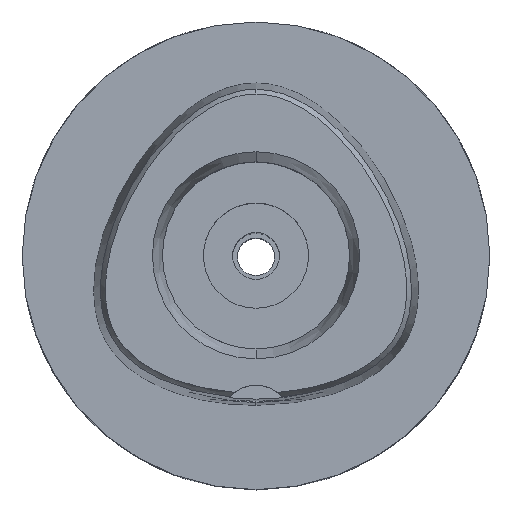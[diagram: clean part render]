
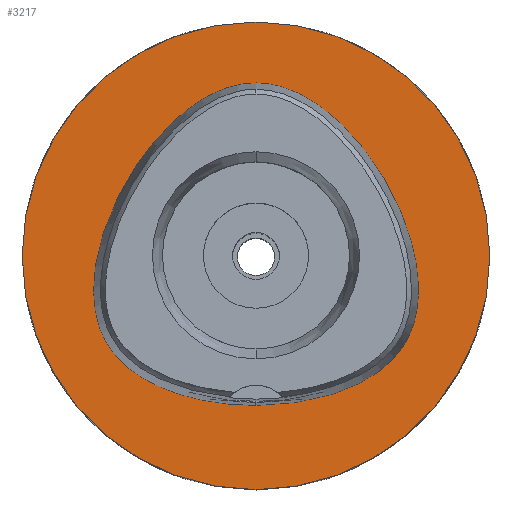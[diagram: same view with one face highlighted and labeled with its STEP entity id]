
A CAD part, top view. The second image highlights one B-rep face of the part: STEP entity #3217.
In plain terms, the highlighted planar face has unit normal (0, 0, 1).
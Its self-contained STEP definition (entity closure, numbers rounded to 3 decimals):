
#14 = EDGE_CURVE ( 'NONE', #3583, #1457, #2103, .T. ) ;
#150 = CARTESIAN_POINT ( 'NONE',  ( 0., 40., 0. ) ) ;
#220 = VERTEX_POINT ( 'NONE', #3888 ) ;
#245 = CARTESIAN_POINT ( 'NONE',  ( -3.149, 29.34, 0. ) ) ;
#330 = CARTESIAN_POINT ( 'NONE',  ( -25.209, 6.827, 0. ) ) ;
#361 = CARTESIAN_POINT ( 'NONE',  ( -1.05, 29.575, 0. ) ) ;
#429 = CARTESIAN_POINT ( 'NONE',  ( 22.339, 12.897, 0. ) ) ;
#648 = CARTESIAN_POINT ( 'NONE',  ( -18.55, -21.454, 0. ) ) ;
#700 = CARTESIAN_POINT ( 'NONE',  ( -25.638, -14.802, 0. ) ) ;
#827 = CARTESIAN_POINT ( 'NONE',  ( 18.55, -21.454, 0. ) ) ;
#852 = CARTESIAN_POINT ( 'NONE',  ( 9.305, 26.792, 0. ) ) ;
#894 = EDGE_CURVE ( 'NONE', #220, #4710, #1196, .T. ) ;
#904 = CARTESIAN_POINT ( 'NONE',  ( 23.433, -17.764, 0. ) ) ;
#905 = CARTESIAN_POINT ( 'NONE',  ( 0., 0., 0. ) ) ;
#931 = CARTESIAN_POINT ( 'NONE',  ( 17.753, 19.522, 0. ) ) ;
#1036 = DIRECTION ( 'NONE',  ( 0., 1., 0. ) ) ;
#1067 = B_SPLINE_CURVE_WITH_KNOTS ( 'NONE', 3,
 ( #2315, #361, #245, #1902, #3871, #1852, #3897, #3929, #330, #3434, #2239, #1098, #5142, #1467, #2686, #700, #2292, #3483, #1569, #648, #3816, #5029, #5081, #3089, #4694 ),
 .UNSPECIFIED., .F., .F.,
 ( 4, 1, 1, 1, 1, 1, 1, 1, 1, 1, 1, 1, 1, 1, 1, 1, 1, 1, 1, 1, 1, 1, 4 ),
 ( 0., 0.042, 0.083, 0.125, 0.167, 0.25, 0.333, 0.417, 0.458, 0.5, 0.542, 0.583, 0.625, 0.646, 0.667, 0.687, 0.708, 0.75, 0.792, 0.833, 0.875, 0.917, 1. ),
 .UNSPECIFIED. ) ;
#1098 = CARTESIAN_POINT ( 'NONE',  ( -27.855, -5.338, 0. ) ) ;
#1126 = AXIS2_PLACEMENT_3D ( 'NONE', #1342, #4515, #2919 ) ;
#1196 = B_SPLINE_CURVE_WITH_KNOTS ( 'NONE', 3,
 ( #2806, #2829, #3709, #1613, #1252, #827, #1689, #904, #4415, #4864, #2097, #4815, #4108, #1714, #3683, #4393, #3294, #429, #931, #2497, #852, #2446, #4025, #3198, #3999 ),
 .UNSPECIFIED., .F., .F.,
 ( 4, 1, 1, 1, 1, 1, 1, 1, 1, 1, 1, 1, 1, 1, 1, 1, 1, 1, 1, 1, 1, 1, 4 ),
 ( 0., 0.083, 0.125, 0.167, 0.208, 0.25, 0.292, 0.312, 0.333, 0.354, 0.375, 0.417, 0.458, 0.5, 0.542, 0.583, 0.667, 0.75, 0.833, 0.875, 0.917, 0.958, 1. ),
 .UNSPECIFIED. ) ;
#1252 = CARTESIAN_POINT ( 'NONE',  ( 15.298, -22.965, 0. ) ) ;
#1342 = CARTESIAN_POINT ( 'NONE',  ( 0., 0., 0. ) ) ;
#1457 = VERTEX_POINT ( 'NONE', #2662 ) ;
#1460 = AXIS2_PLACEMENT_3D ( 'NONE', #1891, #3886, #4306 ) ;
#1467 = CARTESIAN_POINT ( 'NONE',  ( -27.101, -11.411, 0. ) ) ;
#1503 = FACE_BOUND ( 'NONE', #3933, .T. ) ;
#1531 = FACE_OUTER_BOUND ( 'NONE', #2159, .T. ) ;
#1569 = CARTESIAN_POINT ( 'NONE',  ( -21.421, -19.599, 0. ) ) ;
#1613 = CARTESIAN_POINT ( 'NONE',  ( 11.74, -24.136, 0. ) ) ;
#1689 = CARTESIAN_POINT ( 'NONE',  ( 21.421, -19.599, 0. ) ) ;
#1714 = CARTESIAN_POINT ( 'NONE',  ( 27.855, -5.338, 0. ) ) ;
#1832 = PLANE ( 'NONE',  #1460 ) ;
#1852 = CARTESIAN_POINT ( 'NONE',  ( -13.218, 24.044, 0. ) ) ;
#1891 = CARTESIAN_POINT ( 'NONE',  ( 0., 0., 0. ) ) ;
#1902 = CARTESIAN_POINT ( 'NONE',  ( -6.262, 28.351, 0. ) ) ;
#2097 = CARTESIAN_POINT ( 'NONE',  ( 26.349, -13.395, 0. ) ) ;
#2103 = CIRCLE ( 'NONE', #2352, 40. ) ;
#2159 = EDGE_LOOP ( 'NONE', ( #2986, #5145 ) ) ;
#2239 = CARTESIAN_POINT ( 'NONE',  ( -27.537, -1.766, 0. ) ) ;
#2292 = CARTESIAN_POINT ( 'NONE',  ( -24.775, -16.122, 0. ) ) ;
#2315 = CARTESIAN_POINT ( 'NONE',  ( 0., 29.575, 0. ) ) ;
#2352 = AXIS2_PLACEMENT_3D ( 'NONE', #905, #2498, #1036 ) ;
#2446 = CARTESIAN_POINT ( 'NONE',  ( 6.262, 28.351, 0. ) ) ;
#2497 = CARTESIAN_POINT ( 'NONE',  ( 13.218, 24.044, 0. ) ) ;
#2498 = DIRECTION ( 'NONE',  ( 0., 0., -1. ) ) ;
#2518 = EDGE_CURVE ( 'NONE', #1457, #3583, #3853, .T. ) ;
#2662 = CARTESIAN_POINT ( 'NONE',  ( 0., -40., 0. ) ) ;
#2686 = CARTESIAN_POINT ( 'NONE',  ( -26.349, -13.395, 0. ) ) ;
#2806 = CARTESIAN_POINT ( 'NONE',  ( 0., -25.575, 0. ) ) ;
#2829 = CARTESIAN_POINT ( 'NONE',  ( 2.677, -25.575, 0. ) ) ;
#2919 = DIRECTION ( 'NONE',  ( 0., -1., 0. ) ) ;
#2942 = ORIENTED_EDGE ( 'NONE', *, *, #4456, .F. ) ;
#2986 = ORIENTED_EDGE ( 'NONE', *, *, #14, .F. ) ;
#3089 = CARTESIAN_POINT ( 'NONE',  ( -2.677, -25.575, 0. ) ) ;
#3198 = CARTESIAN_POINT ( 'NONE',  ( 1.05, 29.575, 0. ) ) ;
#3217 = ADVANCED_FACE ( 'NONE', ( #1531, #1503 ), #1832, .F. ) ;
#3294 = CARTESIAN_POINT ( 'NONE',  ( 25.209, 6.827, 0. ) ) ;
#3434 = CARTESIAN_POINT ( 'NONE',  ( -26.772, 1.9, 0. ) ) ;
#3483 = CARTESIAN_POINT ( 'NONE',  ( -23.433, -17.764, 0. ) ) ;
#3583 = VERTEX_POINT ( 'NONE', #150 ) ;
#3683 = CARTESIAN_POINT ( 'NONE',  ( 27.537, -1.766, 0. ) ) ;
#3709 = CARTESIAN_POINT ( 'NONE',  ( 6.692, -25.245, 0. ) ) ;
#3816 = CARTESIAN_POINT ( 'NONE',  ( -15.298, -22.965, 0. ) ) ;
#3853 = CIRCLE ( 'NONE', #1126, 40. ) ;
#3871 = CARTESIAN_POINT ( 'NONE',  ( -9.305, 26.792, 0. ) ) ;
#3886 = DIRECTION ( 'NONE',  ( 0., 0., -1. ) ) ;
#3888 = CARTESIAN_POINT ( 'NONE',  ( 0., -25.575, 0. ) ) ;
#3897 = CARTESIAN_POINT ( 'NONE',  ( -17.753, 19.522, 0. ) ) ;
#3929 = CARTESIAN_POINT ( 'NONE',  ( -22.339, 12.897, 0. ) ) ;
#3933 = EDGE_LOOP ( 'NONE', ( #2942, #4385 ) ) ;
#3999 = CARTESIAN_POINT ( 'NONE',  ( 0., 29.575, 0. ) ) ;
#4025 = CARTESIAN_POINT ( 'NONE',  ( 3.149, 29.34, 0. ) ) ;
#4108 = CARTESIAN_POINT ( 'NONE',  ( 27.684, -8.752, 0. ) ) ;
#4306 = DIRECTION ( 'NONE',  ( 0., -1., 0. ) ) ;
#4348 = CARTESIAN_POINT ( 'NONE',  ( 0., 29.575, 0. ) ) ;
#4385 = ORIENTED_EDGE ( 'NONE', *, *, #894, .F. ) ;
#4393 = CARTESIAN_POINT ( 'NONE',  ( 26.772, 1.9, 0. ) ) ;
#4415 = CARTESIAN_POINT ( 'NONE',  ( 24.775, -16.122, 0. ) ) ;
#4456 = EDGE_CURVE ( 'NONE', #4710, #220, #1067, .T. ) ;
#4515 = DIRECTION ( 'NONE',  ( 0., 0., -1. ) ) ;
#4694 = CARTESIAN_POINT ( 'NONE',  ( 0., -25.575, 0. ) ) ;
#4710 = VERTEX_POINT ( 'NONE', #4348 ) ;
#4815 = CARTESIAN_POINT ( 'NONE',  ( 27.101, -11.411, 0. ) ) ;
#4864 = CARTESIAN_POINT ( 'NONE',  ( 25.638, -14.802, 0. ) ) ;
#5029 = CARTESIAN_POINT ( 'NONE',  ( -11.74, -24.136, 0. ) ) ;
#5081 = CARTESIAN_POINT ( 'NONE',  ( -6.692, -25.245, 0. ) ) ;
#5142 = CARTESIAN_POINT ( 'NONE',  ( -27.684, -8.752, 0. ) ) ;
#5145 = ORIENTED_EDGE ( 'NONE', *, *, #2518, .F. ) ;
